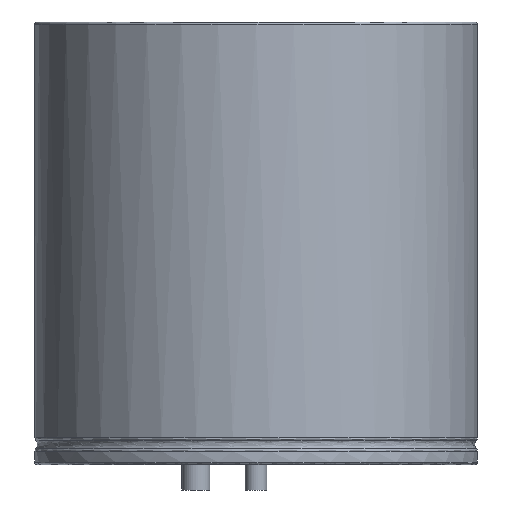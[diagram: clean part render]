
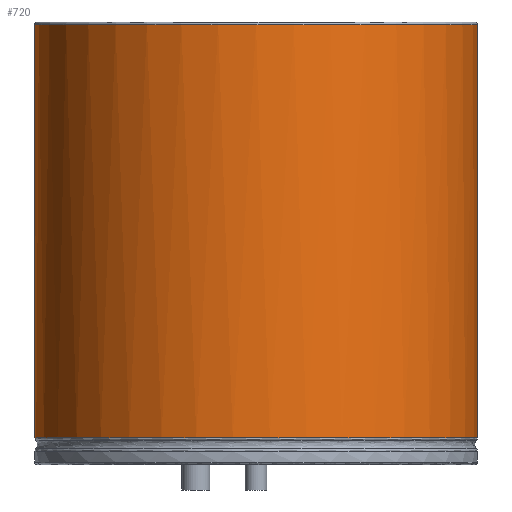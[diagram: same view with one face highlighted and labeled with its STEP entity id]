
A CAD part, left-side view. The second image highlights one B-rep face of the part: STEP entity #720.
In plain terms, the highlighted cylindrical face has radius 17.5 mm (diameter 35 mm), a partial arc.
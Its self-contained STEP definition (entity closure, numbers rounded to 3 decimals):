
#13=DIRECTION('',(0.,0.,1.));
#116=DIRECTION('',(0.,-0.,-1.));
#117=DIRECTION('',(0.924,-0.383,0.));
#264=VECTOR('',#13,1.);
#579=VERTEX_POINT('',#580);
#580=CARTESIAN_POINT('',(21.168,-6.697,2.135));
#590=ORIENTED_EDGE('',*,*,#591,.T.);
#591=EDGE_CURVE('',#579,#592,#594,.T.);
#592=VERTEX_POINT('',#593);
#593=CARTESIAN_POINT('',(21.168,6.697,2.135));
#594=B_SPLINE_CURVE_WITH_KNOTS('',13,(#595,#596,#597,#598,#599,#600,#601,#602,#603,#604,#605,#606,#607,#608,#609,#610,#611,#612,#613,#614,#615,#616,#617,#618,#619,#620,#621,#622,#623,#624,#625,#626,#627,#628,#629,#630,#631,#632),.UNSPECIFIED.,.F.,.F.,(14,12,12,14),(-4.099,0.,96.211,100.311),.UNSPECIFIED.);
#595=CARTESIAN_POINT('',(22.737,-2.91,2.135));
#596=CARTESIAN_POINT('',(22.615,-3.203,2.135));
#597=CARTESIAN_POINT('',(22.494,-3.496,2.135));
#598=CARTESIAN_POINT('',(22.373,-3.789,2.135));
#599=CARTESIAN_POINT('',(22.251,-4.081,2.135));
#600=CARTESIAN_POINT('',(22.13,-4.373,2.135));
#601=CARTESIAN_POINT('',(22.01,-4.665,2.135));
#602=CARTESIAN_POINT('',(21.889,-4.956,2.135));
#603=CARTESIAN_POINT('',(21.768,-5.247,2.135));
#604=CARTESIAN_POINT('',(21.648,-5.538,2.135));
#605=CARTESIAN_POINT('',(21.528,-5.828,2.135));
#606=CARTESIAN_POINT('',(21.408,-6.118,2.135));
#607=CARTESIAN_POINT('',(21.288,-6.408,2.135));
#608=CARTESIAN_POINT('',(18.355,-13.487,2.135));
#609=CARTESIAN_POINT('',(12.413,-19.095,2.135));
#610=CARTESIAN_POINT('',(3.884,-21.808,2.135));
#611=CARTESIAN_POINT('',(-5.592,-20.293,2.135));
#612=CARTESIAN_POINT('',(-13.589,-14.484,2.135));
#613=CARTESIAN_POINT('',(-18.678,-5.514,2.135));
#614=CARTESIAN_POINT('',(-18.678,5.514,2.135));
#615=CARTESIAN_POINT('',(-13.589,14.484,2.135));
#616=CARTESIAN_POINT('',(-5.592,20.293,2.135));
#617=CARTESIAN_POINT('',(3.884,21.808,2.135));
#618=CARTESIAN_POINT('',(12.413,19.095,2.135));
#619=CARTESIAN_POINT('',(18.355,13.487,2.135));
#620=CARTESIAN_POINT('',(21.288,6.408,2.135));
#621=CARTESIAN_POINT('',(21.408,6.118,2.135));
#622=CARTESIAN_POINT('',(21.528,5.828,2.135));
#623=CARTESIAN_POINT('',(21.648,5.538,2.135));
#624=CARTESIAN_POINT('',(21.768,5.247,2.135));
#625=CARTESIAN_POINT('',(21.889,4.956,2.135));
#626=CARTESIAN_POINT('',(22.01,4.665,2.135));
#627=CARTESIAN_POINT('',(22.13,4.373,2.135));
#628=CARTESIAN_POINT('',(22.251,4.081,2.135));
#629=CARTESIAN_POINT('',(22.373,3.789,2.135));
#630=CARTESIAN_POINT('',(22.494,3.496,2.135));
#631=CARTESIAN_POINT('',(22.615,3.203,2.135));
#632=CARTESIAN_POINT('',(22.737,2.91,2.135));
#720=ADVANCED_FACE('',(#721),#740,.T.);
#721=FACE_BOUND('',#722,.F.);
#722=EDGE_LOOP('',(#723,#590,#729,#735));
#723=ORIENTED_EDGE('',*,*,#724,.F.);
#724=EDGE_CURVE('',#579,#725,#727,.T.);
#725=VERTEX_POINT('',#726);
#726=CARTESIAN_POINT('',(21.168,-6.697,34.8));
#727=LINE('',#728,#264);
#728=CARTESIAN_POINT('',(21.168,-6.697,2.));
#729=ORIENTED_EDGE('',*,*,#730,.T.);
#730=EDGE_CURVE('',#592,#731,#733,.T.);
#731=VERTEX_POINT('',#732);
#732=CARTESIAN_POINT('',(21.168,6.697,34.8));
#733=LINE('',#734,#264);
#734=CARTESIAN_POINT('',(21.168,6.697,2.));
#735=ORIENTED_EDGE('',*,*,#736,.F.);
#736=EDGE_CURVE('',#725,#731,#737,.T.);
#737=CIRCLE('',#738,17.5);
#738=AXIS2_PLACEMENT_3D('',#739,#116,#117);
#739=CARTESIAN_POINT('',(5.,0.,34.8));
#740=CYLINDRICAL_SURFACE('',#741,17.5);
#741=AXIS2_PLACEMENT_3D('',#742,#13,#117);
#742=CARTESIAN_POINT('',(5.,0.,2.));
